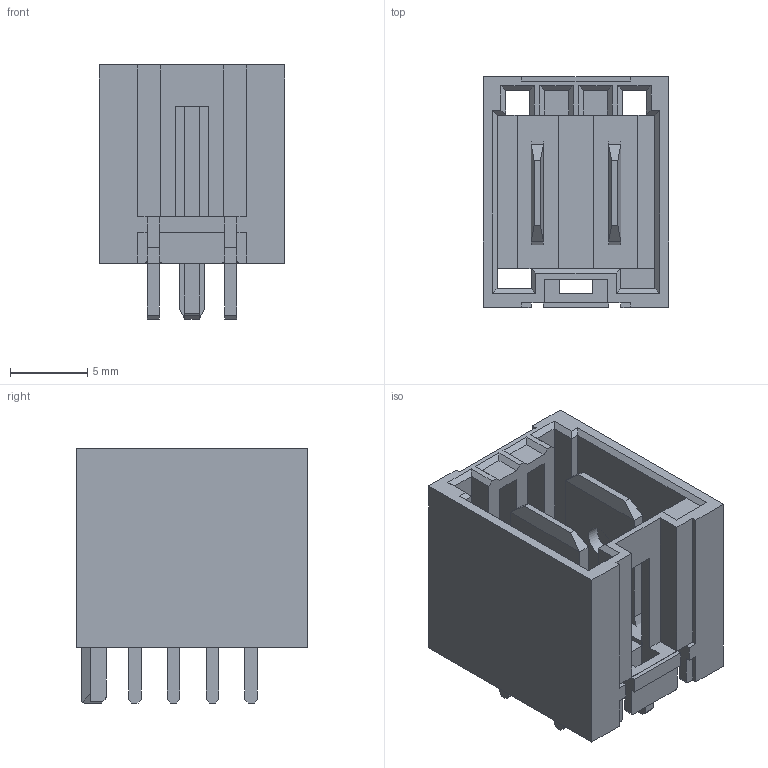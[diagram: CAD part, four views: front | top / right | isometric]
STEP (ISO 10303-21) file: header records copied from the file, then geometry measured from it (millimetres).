
FILE_DESCRIPTION(/* description */ ('Unknown'),/* implementation_level */ '2;1');
FILE_NAME(/* name */ '637101110202',/* time_stamp */ '2025-05-23T13:50:52+02:00',/* author */ ('Unknown'),/* organization */ ('Unknown'),/* preprocessor_version */ 'ST-DEVELOPER v19.4',/* originating_system */ 'Solid Edge',/* authorisation */ 'Unknown');
FILE_SCHEMA (('INTEGRATED_CNC_SCHEMA','PROCESS_PLANNING_SCHEMA','AUTOMOTIVE_DESIGN {1 0 10303 214 3 1 1}'));
Length unit declared in the file: millimetre
Products named in the file (3): 63710111xxxx; 637101110202; 63710111xxxx_Blade
Assembly tree (3 placements, depth 2):
  63710111xxxx
    637101110202
    63710111xxxx_Blade  x2
Bounding box: 12 x 14.9 x 16.4 mm (x, y, z)
Volume: 935.6 mm3; surface area: 2346.6 mm2
Topology: 3 solids, 3 shells, 276 faces, 807 edges, 524 vertices
Faces by surface type: plane 260, cylinder 16
Full cylindrical faces by diameter (mm): 2 x2
Entity records: 7669 total; most frequent: ORIENTED_EDGE 1366, CARTESIAN_POINT 1362, DIRECTION 1181, EDGE_CURVE 683, LINE 659, VECTOR 659, VERTEX_POINT 442, AXIS2_PLACEMENT_3D 261
